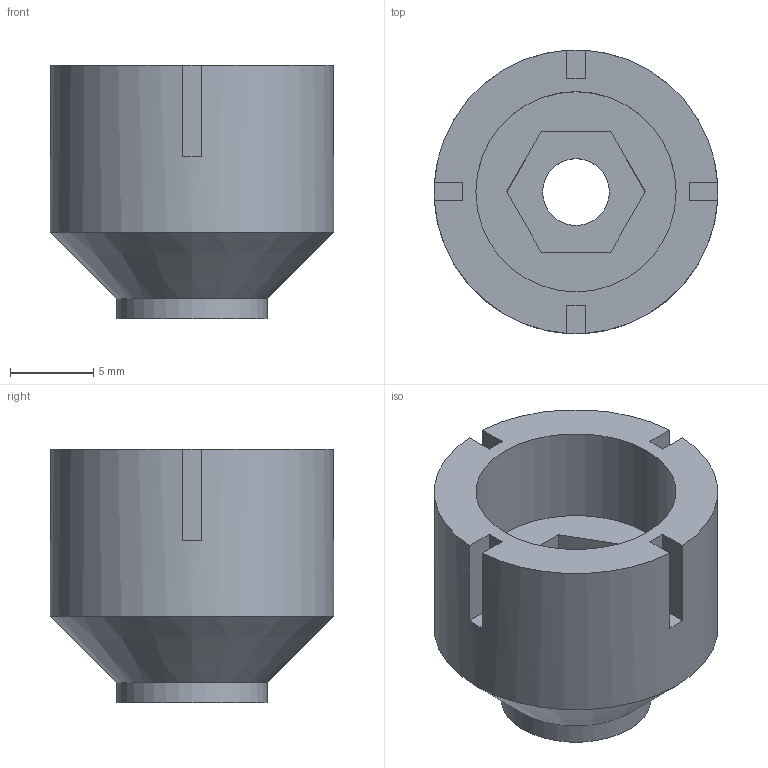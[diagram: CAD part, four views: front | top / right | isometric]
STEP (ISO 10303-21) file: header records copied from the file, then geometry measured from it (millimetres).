
FILE_DESCRIPTION(/* description */ ('STEP AP242','CAx-IF Rec.Pracs.---Representation and Presentation of Product Manufacturing Information (PMI)---4.0---2014-10-13','CAx-IF Rec.Pracs.---3D Tessellated Geometry---0.4---2014-09-14','2;1'),/* implementation_level */ '2;1');
FILE_NAME(/* name */ '68ebc7ca4495507747e6014d',/* time_stamp */ '2025-10-12T15:22:51Z',/* author */ (''),/* organization */ (''),/* preprocessor_version */ 'ST-DEVELOPER v20',/* originating_system */ 'ONSHAPE BY PTC INC, 1.205',/* authorisation */ ' ');
FILE_SCHEMA (('AP242_MANAGED_MODEL_BASED_3D_ENGINEERING_MIM_LF { 1 0 10303 442 1 1 4 }'));
Length unit declared in the file: metre
Products named in the file (1): Magnet holder
Bounding box: 17 x 17 x 15.2 mm (x, y, z)
Volume: 1918.9 mm3; surface area: 1534.3 mm2
Topology: 1 solids, 1 shells, 33 faces, 82 edges, 54 vertices
Faces by surface type: plane 27, cylinder 5, cone 1
Full cylindrical faces by diameter (mm): 4 x1, 5.2 x1, 9 x1, 12 x1, 17 x1
Entity records: 964 total; most frequent: CARTESIAN_POINT 162, DIRECTION 160, ORIENTED_EDGE 150, EDGE_CURVE 75, LINE 58, VECTOR 58, VERTEX_POINT 53, AXIS2_PLACEMENT_3D 51
